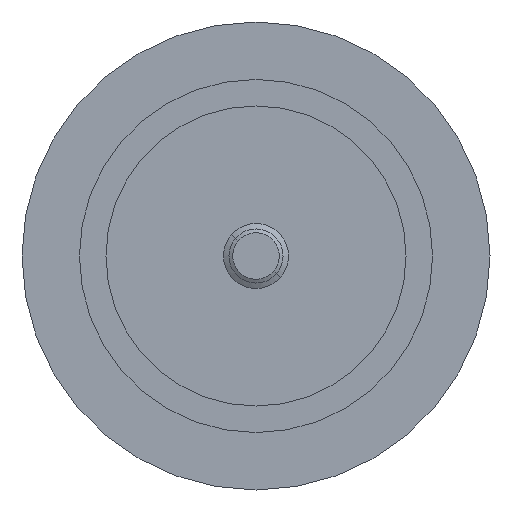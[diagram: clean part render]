
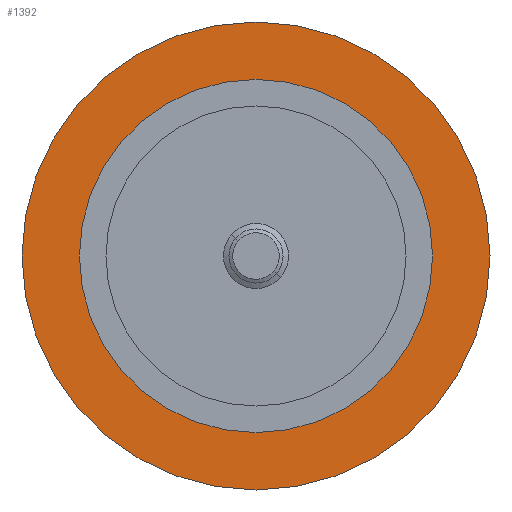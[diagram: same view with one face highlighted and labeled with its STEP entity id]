
A CAD part, front view. The second image highlights one B-rep face of the part: STEP entity #1392.
In plain terms, the highlighted planar face has unit normal (0, -1, 0).
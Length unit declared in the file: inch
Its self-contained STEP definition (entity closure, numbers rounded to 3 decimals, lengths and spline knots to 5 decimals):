
#164 = EDGE_CURVE ( 'NONE', #1698, #2837, #300, .T. ) ;
#212 = AXIS2_PLACEMENT_3D ( 'NONE', #1200, #1306, #1349 ) ;
#300 = CIRCLE ( 'NONE', #212, 1.08 ) ;
#458 = ORIENTED_EDGE ( 'NONE', *, *, #2081, .T. ) ;
#504 = DIRECTION ( 'NONE',  ( 0., 1., 0. ) ) ;
#513 = CARTESIAN_POINT ( 'NONE',  ( -1.08, 0., 0. ) ) ;
#518 = CIRCLE ( 'NONE', #2114, 1.08 ) ;
#543 = EDGE_LOOP ( 'NONE', ( #2339, #1369 ) ) ;
#549 = EDGE_LOOP ( 'NONE', ( #458, #2027 ) ) ;
#553 = CARTESIAN_POINT ( 'NONE',  ( 0., 0., 0.815 ) ) ;
#577 = CARTESIAN_POINT ( 'NONE',  ( 0., 0., 0. ) ) ;
#644 = VERTEX_POINT ( 'NONE', #2958 ) ;
#710 = PLANE ( 'NONE',  #1372 ) ;
#876 = CIRCLE ( 'NONE', #2601, 0.815 ) ;
#1167 = DIRECTION ( 'NONE',  ( 0., 1., 0. ) ) ;
#1200 = CARTESIAN_POINT ( 'NONE',  ( 0., 0., 0. ) ) ;
#1265 = CIRCLE ( 'NONE', #2985, 0.815 ) ;
#1281 = CARTESIAN_POINT ( 'NONE',  ( 0., 0., -1.08 ) ) ;
#1306 = DIRECTION ( 'NONE',  ( 0., 1., 0. ) ) ;
#1349 = DIRECTION ( 'NONE',  ( 0., 0., 1. ) ) ;
#1369 = ORIENTED_EDGE ( 'NONE', *, *, #2868, .F. ) ;
#1372 = AXIS2_PLACEMENT_3D ( 'NONE', #513, #1647, #3056 ) ;
#1392 = ADVANCED_FACE ( 'NONE', ( #1896, #2584 ), #710, .T. ) ;
#1528 = DIRECTION ( 'NONE',  ( 0., 0., 1. ) ) ;
#1647 = DIRECTION ( 'NONE',  ( 0., -1., 0. ) ) ;
#1698 = VERTEX_POINT ( 'NONE', #2046 ) ;
#1721 = CARTESIAN_POINT ( 'NONE',  ( 0., 0., 0. ) ) ;
#1737 = DIRECTION ( 'NONE',  ( 0., 1., 0. ) ) ;
#1896 = FACE_BOUND ( 'NONE', #549, .T. ) ;
#2027 = ORIENTED_EDGE ( 'NONE', *, *, #2841, .T. ) ;
#2046 = CARTESIAN_POINT ( 'NONE',  ( 0., 0., 1.08 ) ) ;
#2081 = EDGE_CURVE ( 'NONE', #2287, #644, #1265, .T. ) ;
#2085 = CARTESIAN_POINT ( 'NONE',  ( 0., 0., 0. ) ) ;
#2114 = AXIS2_PLACEMENT_3D ( 'NONE', #1721, #504, #1528 ) ;
#2287 = VERTEX_POINT ( 'NONE', #553 ) ;
#2339 = ORIENTED_EDGE ( 'NONE', *, *, #164, .F. ) ;
#2584 = FACE_OUTER_BOUND ( 'NONE', #543, .T. ) ;
#2601 = AXIS2_PLACEMENT_3D ( 'NONE', #577, #1737, #2875 ) ;
#2837 = VERTEX_POINT ( 'NONE', #1281 ) ;
#2841 = EDGE_CURVE ( 'NONE', #644, #2287, #876, .T. ) ;
#2868 = EDGE_CURVE ( 'NONE', #2837, #1698, #518, .T. ) ;
#2875 = DIRECTION ( 'NONE',  ( 0., 0., 1. ) ) ;
#2958 = CARTESIAN_POINT ( 'NONE',  ( 0., 0., -0.815 ) ) ;
#2985 = AXIS2_PLACEMENT_3D ( 'NONE', #2085, #1167, #3047 ) ;
#3047 = DIRECTION ( 'NONE',  ( 0., 0., 1. ) ) ;
#3056 = DIRECTION ( 'NONE',  ( 0., 0., -1. ) ) ;
